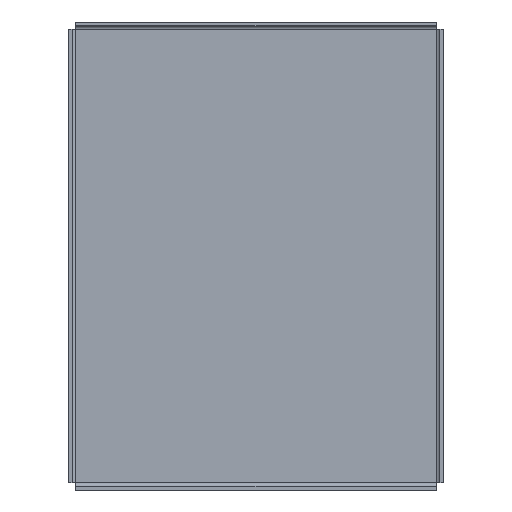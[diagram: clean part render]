
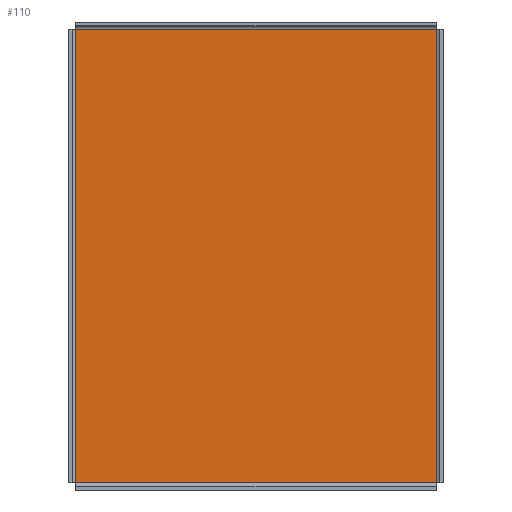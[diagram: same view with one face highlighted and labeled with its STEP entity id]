
A CAD part, front view. The second image highlights one B-rep face of the part: STEP entity #110.
In plain terms, the highlighted planar face has unit normal (0, -1, 0).
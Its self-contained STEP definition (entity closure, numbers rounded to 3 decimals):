
#110=ADVANCED_FACE('',(#779),#780,.F.);
#779=FACE_OUTER_BOUND('',#2032,.T.);
#780=PLANE('',#2033);
#2032=EDGE_LOOP('',(#3960,#3961,#3962,#3963));
#2033=AXIS2_PLACEMENT_3D('',#3964,#3965,#3966);
#3960=ORIENTED_EDGE('',*,*,#9089,.F.);
#3961=ORIENTED_EDGE('',*,*,#9090,.F.);
#3962=ORIENTED_EDGE('',*,*,#9088,.T.);
#3963=ORIENTED_EDGE('',*,*,#9091,.T.);
#3964=CARTESIAN_POINT('',(0.0,-0.2,0.0));
#3965=DIRECTION('',(-0.0,1.0,0.0));
#3966=DIRECTION('',(1.0,0.0,0.0));
#9088=EDGE_CURVE('',#11324,#11391,#11396,.T.);
#9089=EDGE_CURVE('',#11345,#11366,#11397,.T.);
#9090=EDGE_CURVE('',#11324,#11345,#11398,.T.);
#9091=EDGE_CURVE('',#11391,#11366,#11399,.T.);
#11324=VERTEX_POINT('',#14727);
#11345=VERTEX_POINT('',#14757);
#11366=VERTEX_POINT('',#14787);
#11391=VERTEX_POINT('',#14824);
#11396=LINE('',#14831,#14832);
#11397=LINE('',#14833,#14834);
#11398=LINE('',#14835,#14836);
#11399=LINE('',#14837,#14838);
#14727=CARTESIAN_POINT('',(-9.7,-0.2,12.2));
#14757=CARTESIAN_POINT('',(9.7,-0.2,12.2));
#14787=CARTESIAN_POINT('',(9.7,-0.2,-12.2));
#14824=CARTESIAN_POINT('',(-9.7,-0.2,-12.2));
#14831=CARTESIAN_POINT('',(-9.7,-0.2,12.2));
#14832=VECTOR('',#18258,24.4);
#14833=CARTESIAN_POINT('',(9.7,-0.2,12.2));
#14834=VECTOR('',#18259,24.4);
#14835=CARTESIAN_POINT('',(-9.7,-0.2,12.2));
#14836=VECTOR('',#18260,19.4);
#14837=CARTESIAN_POINT('',(-9.7,-0.2,-12.2));
#14838=VECTOR('',#18261,19.4);
#18258=DIRECTION('',(0.0,0.0,-1.0));
#18259=DIRECTION('',(0.0,0.0,-1.0));
#18260=DIRECTION('',(1.0,0.0,0.0));
#18261=DIRECTION('',(1.0,0.0,0.0));
